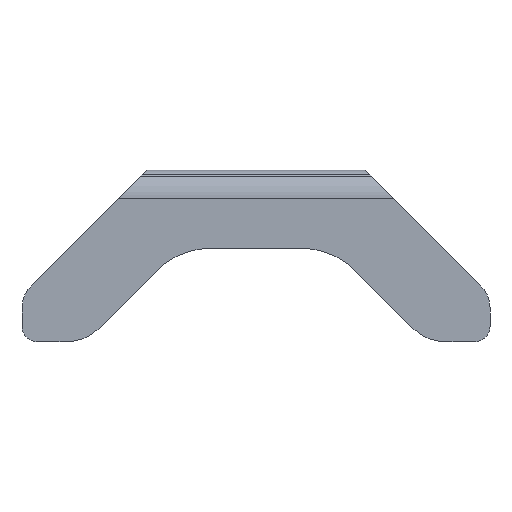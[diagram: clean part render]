
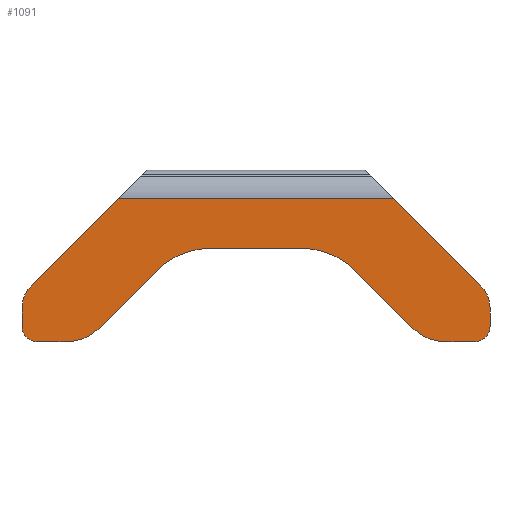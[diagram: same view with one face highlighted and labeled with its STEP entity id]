
A CAD part, front view. The second image highlights one B-rep face of the part: STEP entity #1091.
In plain terms, the highlighted planar face has unit normal (0, -1, 0).
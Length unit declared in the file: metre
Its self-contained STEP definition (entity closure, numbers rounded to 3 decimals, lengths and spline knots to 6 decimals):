
#64=CIRCLE('',#1175,0.002);
#65=CIRCLE('',#1176,0.001);
#66=CIRCLE('',#1177,0.003);
#67=CIRCLE('',#1178,0.005);
#68=CIRCLE('',#1179,0.005);
#69=CIRCLE('',#1180,0.003);
#70=CIRCLE('',#1181,0.001);
#71=CIRCLE('',#1182,0.002);
#166=ORIENTED_EDGE('',*,*,#489,.T.);
#167=ORIENTED_EDGE('',*,*,#490,.T.);
#168=ORIENTED_EDGE('',*,*,#466,.F.);
#169=ORIENTED_EDGE('',*,*,#491,.T.);
#170=ORIENTED_EDGE('',*,*,#476,.F.);
#171=ORIENTED_EDGE('',*,*,#492,.T.);
#172=ORIENTED_EDGE('',*,*,#493,.F.);
#173=ORIENTED_EDGE('',*,*,#494,.F.);
#174=ORIENTED_EDGE('',*,*,#495,.F.);
#175=ORIENTED_EDGE('',*,*,#496,.F.);
#176=ORIENTED_EDGE('',*,*,#497,.F.);
#177=ORIENTED_EDGE('',*,*,#498,.T.);
#178=ORIENTED_EDGE('',*,*,#479,.F.);
#179=ORIENTED_EDGE('',*,*,#499,.T.);
#180=ORIENTED_EDGE('',*,*,#472,.T.);
#181=ORIENTED_EDGE('',*,*,#500,.T.);
#182=ORIENTED_EDGE('',*,*,#501,.T.);
#183=ORIENTED_EDGE('',*,*,#502,.T.);
#466=EDGE_CURVE('',#628,#629,#730,.T.);
#472=EDGE_CURVE('',#632,#633,#736,.T.);
#476=EDGE_CURVE('',#637,#635,#740,.T.);
#479=EDGE_CURVE('',#639,#638,#743,.T.);
#489=EDGE_CURVE('',#646,#647,#753,.F.);
#490=EDGE_CURVE('',#647,#629,#64,.F.);
#491=EDGE_CURVE('',#628,#635,#65,.T.);
#492=EDGE_CURVE('',#637,#648,#66,.T.);
#493=EDGE_CURVE('',#649,#648,#754,.T.);
#494=EDGE_CURVE('',#650,#649,#67,.T.);
#495=EDGE_CURVE('',#651,#650,#755,.T.);
#496=EDGE_CURVE('',#652,#651,#68,.T.);
#497=EDGE_CURVE('',#653,#652,#756,.T.);
#498=EDGE_CURVE('',#653,#638,#69,.T.);
#499=EDGE_CURVE('',#639,#632,#70,.T.);
#500=EDGE_CURVE('',#633,#654,#71,.F.);
#501=EDGE_CURVE('',#654,#655,#757,.T.);
#502=EDGE_CURVE('',#655,#646,#758,.T.);
#628=VERTEX_POINT('',#1696);
#629=VERTEX_POINT('',#1697);
#632=VERTEX_POINT('',#1705);
#633=VERTEX_POINT('',#1707);
#635=VERTEX_POINT('',#1712);
#637=VERTEX_POINT('',#1716);
#638=VERTEX_POINT('',#1720);
#639=VERTEX_POINT('',#1722);
#646=VERTEX_POINT('',#1744);
#647=VERTEX_POINT('',#1745);
#648=VERTEX_POINT('',#1749);
#649=VERTEX_POINT('',#1751);
#650=VERTEX_POINT('',#1753);
#651=VERTEX_POINT('',#1755);
#652=VERTEX_POINT('',#1757);
#653=VERTEX_POINT('',#1759);
#654=VERTEX_POINT('',#1763);
#655=VERTEX_POINT('',#1765);
#730=LINE('',#1695,#844);
#736=LINE('',#1708,#850);
#740=LINE('',#1717,#854);
#743=LINE('',#1723,#857);
#753=LINE('',#1743,#867);
#754=LINE('',#1750,#868);
#755=LINE('',#1754,#869);
#756=LINE('',#1758,#870);
#757=LINE('',#1764,#871);
#758=LINE('',#1766,#872);
#844=VECTOR('',#1333,1.);
#850=VECTOR('',#1341,1.);
#854=VECTOR('',#1347,1.);
#857=VECTOR('',#1352,1.);
#867=VECTOR('',#1370,1.);
#868=VECTOR('',#1377,1.);
#869=VECTOR('',#1380,1.);
#870=VECTOR('',#1383,1.);
#871=VECTOR('',#1390,1.);
#872=VECTOR('',#1391,1.);
#937=EDGE_LOOP('',(#166,#167,#168,#169,#170,#171,#172,#173,#174,#175,#176,
#177,#178,#179,#180,#181,#182,#183));
#997=FACE_BOUND('',#937,.T.);
#1057=PLANE('',#1174);
#1091=ADVANCED_FACE('',(#997),#1057,.F.);
#1174=AXIS2_PLACEMENT_3D('',#1742,#1368,#1369);
#1175=AXIS2_PLACEMENT_3D('',#1746,#1371,#1372);
#1176=AXIS2_PLACEMENT_3D('',#1747,#1373,#1374);
#1177=AXIS2_PLACEMENT_3D('',#1748,#1375,#1376);
#1178=AXIS2_PLACEMENT_3D('',#1752,#1378,#1379);
#1179=AXIS2_PLACEMENT_3D('',#1756,#1381,#1382);
#1180=AXIS2_PLACEMENT_3D('',#1760,#1384,#1385);
#1181=AXIS2_PLACEMENT_3D('',#1761,#1386,#1387);
#1182=AXIS2_PLACEMENT_3D('',#1762,#1388,#1389);
#1333=DIRECTION('',(0.,0.,1.));
#1341=DIRECTION('',(0.,0.,1.));
#1347=DIRECTION('',(-1.,0.,0.));
#1352=DIRECTION('',(-1.,0.,0.));
#1368=DIRECTION('',(0.,1.,0.));
#1369=DIRECTION('',(0.,0.,1.));
#1370=DIRECTION('',(0.707,0.,0.707));
#1371=DIRECTION('',(0.,1.,0.));
#1372=DIRECTION('',(0.,0.,1.));
#1373=DIRECTION('',(0.,-1.,0.));
#1374=DIRECTION('',(0.,0.,-1.));
#1375=DIRECTION('',(0.,-1.,0.));
#1376=DIRECTION('',(0.,0.,-1.));
#1377=DIRECTION('',(-0.707,0.,-0.707));
#1378=DIRECTION('',(0.,-1.,0.));
#1379=DIRECTION('',(0.,0.,-1.));
#1380=DIRECTION('',(-1.,0.,0.));
#1381=DIRECTION('',(0.,-1.,0.));
#1382=DIRECTION('',(0.,0.,-1.));
#1383=DIRECTION('',(-0.707,0.,0.707));
#1384=DIRECTION('',(0.,-1.,0.));
#1385=DIRECTION('',(0.,0.,-1.));
#1386=DIRECTION('',(0.,-1.,0.));
#1387=DIRECTION('',(0.,0.,-1.));
#1388=DIRECTION('',(0.,1.,0.));
#1389=DIRECTION('',(0.,0.,1.));
#1390=DIRECTION('',(-0.707,0.,0.707));
#1391=DIRECTION('',(-1.,0.,0.));
#1695=CARTESIAN_POINT('',(-0.015892,-0.022194,-0.03));
#1696=CARTESIAN_POINT('',(-0.015892,-0.022194,-0.029));
#1697=CARTESIAN_POINT('',(-0.015892,-0.022194,-0.027828));
#1705=CARTESIAN_POINT('',(0.014108,-0.022194,-0.029));
#1707=CARTESIAN_POINT('',(0.014108,-0.022194,-0.027828));
#1708=CARTESIAN_POINT('',(0.014108,-0.022194,-0.03));
#1712=CARTESIAN_POINT('',(-0.014892,-0.022194,-0.03));
#1716=CARTESIAN_POINT('',(-0.013063,-0.022194,-0.03));
#1717=CARTESIAN_POINT('',(-0.011642,-0.022194,-0.03));
#1720=CARTESIAN_POINT('',(0.01128,-0.022194,-0.03));
#1722=CARTESIAN_POINT('',(0.013108,-0.022194,-0.03));
#1723=CARTESIAN_POINT('',(-0.011642,-0.022194,-0.03));
#1742=CARTESIAN_POINT('',(-0.011642,-0.022194,-0.03));
#1743=CARTESIAN_POINT('',(-0.007892,-0.022194,-0.019));
#1744=CARTESIAN_POINT('',(-0.00972,-0.022194,-0.020828));
#1745=CARTESIAN_POINT('',(-0.015306,-0.022194,-0.026414));
#1746=CARTESIAN_POINT('',(-0.013892,-0.022194,-0.027828));
#1747=CARTESIAN_POINT('',(-0.014892,-0.022194,-0.029));
#1748=CARTESIAN_POINT('',(-0.013063,-0.022194,-0.027));
#1749=CARTESIAN_POINT('',(-0.010942,-0.022194,-0.029121));
#1750=CARTESIAN_POINT('',(-0.009113,-0.022194,-0.027293));
#1751=CARTESIAN_POINT('',(-0.007285,-0.022194,-0.025464));
#1752=CARTESIAN_POINT('',(-0.003749,-0.022194,-0.029));
#1753=CARTESIAN_POINT('',(-0.003749,-0.022194,-0.024));
#1754=CARTESIAN_POINT('',(-0.000892,-0.022194,-0.024));
#1755=CARTESIAN_POINT('',(0.001966,-0.022194,-0.024));
#1756=CARTESIAN_POINT('',(0.001966,-0.022194,-0.029));
#1757=CARTESIAN_POINT('',(0.005502,-0.022194,-0.025464));
#1758=CARTESIAN_POINT('',(0.00733,-0.022194,-0.027293));
#1759=CARTESIAN_POINT('',(0.009159,-0.022194,-0.029121));
#1760=CARTESIAN_POINT('',(0.01128,-0.022194,-0.027));
#1761=CARTESIAN_POINT('',(0.013108,-0.022194,-0.029));
#1762=CARTESIAN_POINT('',(0.012108,-0.022194,-0.027828));
#1763=CARTESIAN_POINT('',(0.013523,-0.022194,-0.026414));
#1764=CARTESIAN_POINT('',(0.014108,-0.022194,-0.027));
#1765=CARTESIAN_POINT('',(0.007937,-0.022194,-0.020828));
#1766=CARTESIAN_POINT('',(-0.008892,-0.022194,-0.020828));
